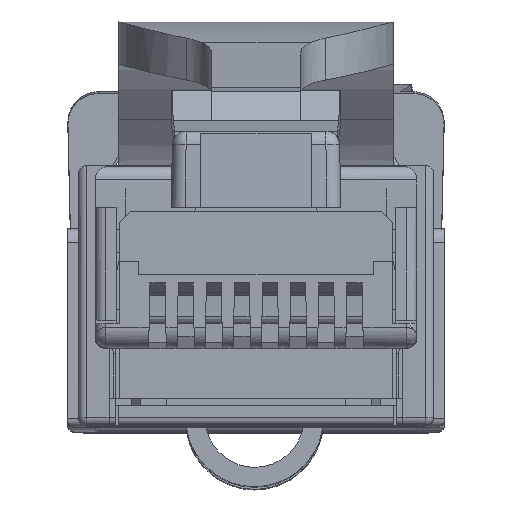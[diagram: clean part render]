
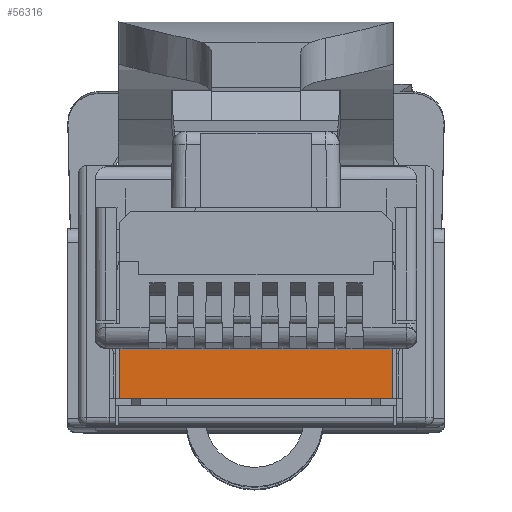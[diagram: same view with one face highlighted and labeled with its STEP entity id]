
A CAD part, top view. The second image highlights one B-rep face of the part: STEP entity #56316.
In plain terms, the highlighted planar face has unit normal (0, 0, 1).
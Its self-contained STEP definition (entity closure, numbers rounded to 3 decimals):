
#23384=AXIS2_PLACEMENT_3D('Plane Axis2P3D',#23381,#23382,#23383) ;
#23381=CARTESIAN_POINT('Axis2P3D Location',(0.85,2.37,184.204)) ;
#29618=CARTESIAN_POINT('Vertex',(11.815,4.92,184.204)) ;
#29621=CARTESIAN_POINT('Line Origine',(11.815,4.02,184.204)) ;
#29625=CARTESIAN_POINT('Vertex',(11.815,3.12,184.204)) ;
#29765=CARTESIAN_POINT('Line Origine',(6.85,3.12,184.204)) ;
#29769=CARTESIAN_POINT('Vertex',(1.885,3.12,184.204)) ;
#56128=CARTESIAN_POINT('Line Origine',(1.885,4.02,184.204)) ;
#56132=CARTESIAN_POINT('Vertex',(1.885,4.92,184.204)) ;
#56305=CARTESIAN_POINT('Line Origine',(6.85,4.92,184.204)) ;
#23382=DIRECTION('Axis2P3D Direction',(0.,0.,1.)) ;
#23383=DIRECTION('Axis2P3D XDirection',(1.,0.,0.)) ;
#29622=DIRECTION('Vector Direction',(0.,-1.,0.)) ;
#29766=DIRECTION('Vector Direction',(-1.,0.,0.)) ;
#56129=DIRECTION('Vector Direction',(0.,-1.,0.)) ;
#56306=DIRECTION('Vector Direction',(-1.,0.,0.)) ;
#29623=VECTOR('Line Direction',#29622,1.) ;
#29767=VECTOR('Line Direction',#29766,1.) ;
#56130=VECTOR('Line Direction',#56129,1.) ;
#56307=VECTOR('Line Direction',#56306,1.) ;
#56311=ORIENTED_EDGE('',*,*,#56134,.T.) ;
#56312=ORIENTED_EDGE('',*,*,#29771,.F.) ;
#56313=ORIENTED_EDGE('',*,*,#29627,.F.) ;
#56314=ORIENTED_EDGE('',*,*,#56309,.T.) ;
#56316=ADVANCED_FACE('Hauptk\X2\00F6\X0\rper',(#56315),#23385,.T.) ;
#29627=EDGE_CURVE('',#29619,#29626,#29624,.T.) ;
#29771=EDGE_CURVE('',#29626,#29770,#29768,.T.) ;
#56134=EDGE_CURVE('',#56133,#29770,#56131,.T.) ;
#56309=EDGE_CURVE('',#29619,#56133,#56308,.T.) ;
#56310=EDGE_LOOP('',(#56311,#56312,#56313,#56314)) ;
#56315=FACE_OUTER_BOUND('',#56310,.T.) ;
#29624=LINE('Line',#29621,#29623) ;
#29768=LINE('Line',#29765,#29767) ;
#56131=LINE('Line',#56128,#56130) ;
#56308=LINE('Line',#56305,#56307) ;
#23385=PLANE('',#23384) ;
#29619=VERTEX_POINT('',#29618) ;
#29626=VERTEX_POINT('',#29625) ;
#29770=VERTEX_POINT('',#29769) ;
#56133=VERTEX_POINT('',#56132) ;
